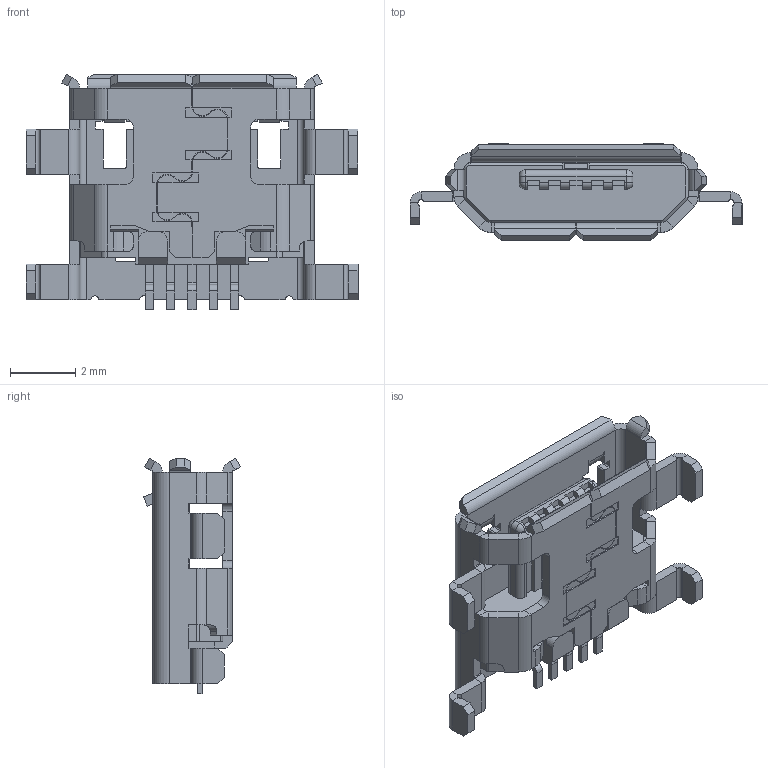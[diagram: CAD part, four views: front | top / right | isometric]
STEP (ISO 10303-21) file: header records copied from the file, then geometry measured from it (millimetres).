
FILE_DESCRIPTION (( 'STEP AP214' ), '1' );
FILE_NAME ('47642-0001.STEP', '2020-01-27T03:08:48', ( '' ), ( '' ), 'SwSTEP 2.0', 'SolidWorks 2017', '' );
FILE_SCHEMA (( 'AUTOMOTIVE_DESIGN' ));
Length unit declared in the file: millimetre
Products named in the file (1): 47642-0001
Bounding box: 10.2 x 2.98 x 7.23 mm (x, y, z)
Volume: 55.9 mm3; surface area: 345.8 mm2
Topology: 12 solids, 12 shells, 700 faces, 1830 edges, 1146 vertices
Faces by surface type: plane 505, cylinder 181, cone 6, bspline 4, sphere 4
Entity records: 21323 total; most frequent: CARTESIAN_POINT 3765, ORIENTED_EDGE 3652, DIRECTION 3604, EDGE_CURVE 1826, LINE 1426, VECTOR 1426, VERTEX_POINT 1146, AXIS2_PLACEMENT_3D 1089
